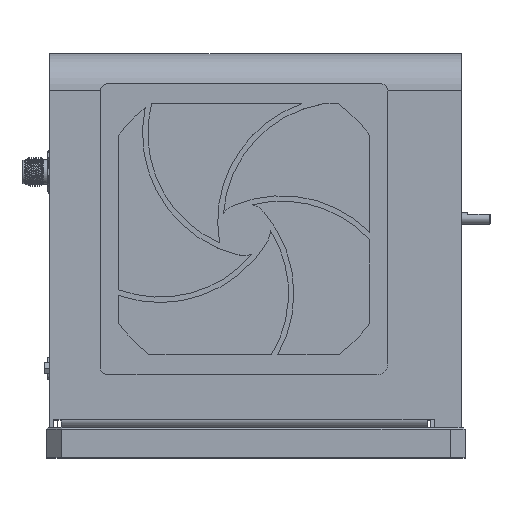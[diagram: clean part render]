
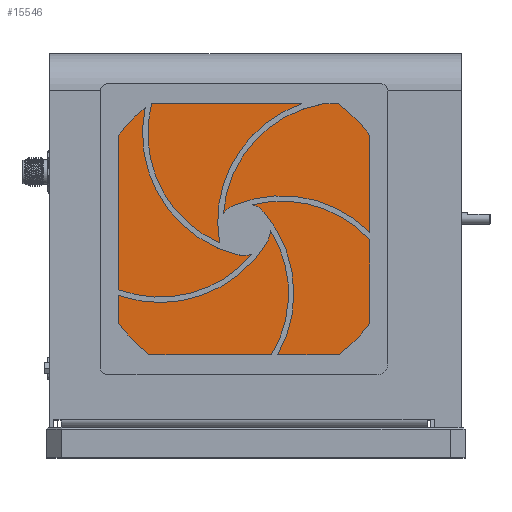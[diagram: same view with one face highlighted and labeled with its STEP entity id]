
A CAD part, top view. The second image highlights one B-rep face of the part: STEP entity #15546.
In plain terms, the highlighted planar face has unit normal (0, 0, 1).
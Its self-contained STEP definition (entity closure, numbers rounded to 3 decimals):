
#150 = CARTESIAN_POINT ( 'NONE',  ( 131.623, 39.637, 116.51 ) ) ;
#441 = EDGE_CURVE ( 'NONE', #9576, #6850, #22751, .T. ) ;
#889 = EDGE_CURVE ( 'NONE', #3864, #17099, #8034, .T. ) ;
#960 = CARTESIAN_POINT ( 'NONE',  ( 131.623, 153.937, 116.51 ) ) ;
#1142 = ORIENTED_EDGE ( 'NONE', *, *, #3800, .F. ) ;
#1531 = VERTEX_POINT ( 'NONE', #16840 ) ;
#1706 = LINE ( 'NONE', #5757, #24472 ) ;
#2543 = EDGE_LOOP ( 'NONE', ( #1142, #17728, #19524, #2990, #23194, #14188, #21400, #14572 ) ) ;
#2990 = ORIENTED_EDGE ( 'NONE', *, *, #15669, .F. ) ;
#3047 = EDGE_CURVE ( 'NONE', #3137, #3864, #22393, .T. ) ;
#3137 = VERTEX_POINT ( 'NONE', #24721 ) ;
#3162 = DIRECTION ( 'NONE',  ( 1., 0., 0. ) ) ;
#3800 = EDGE_CURVE ( 'NONE', #6239, #3137, #10182, .T. ) ;
#3809 = CARTESIAN_POINT ( 'NONE',  ( 26.848, 144.412, 116.51 ) ) ;
#3864 = VERTEX_POINT ( 'NONE', #150 ) ;
#4504 = CARTESIAN_POINT ( 'NONE',  ( 131.623, 39.637, 116.51 ) ) ;
#4735 = EDGE_CURVE ( 'NONE', #1531, #21380, #6199, .T. ) ;
#4921 = CARTESIAN_POINT ( 'NONE',  ( 141.148, 144.412, 116.51 ) ) ;
#5110 = FACE_OUTER_BOUND ( 'NONE', #2543, .T. ) ;
#5453 = DIRECTION ( 'NONE',  ( -1., 0., 0. ) ) ;
#5757 = CARTESIAN_POINT ( 'NONE',  ( 36.373, 153.937, 116.51 ) ) ;
#5889 = CARTESIAN_POINT ( 'NONE',  ( 36.373, 39.637, 116.51 ) ) ;
#6199 = LINE ( 'NONE', #14531, #6936 ) ;
#6239 = VERTEX_POINT ( 'NONE', #6893 ) ;
#6850 = VERTEX_POINT ( 'NONE', #8897 ) ;
#6893 = CARTESIAN_POINT ( 'NONE',  ( 141.148, 144.412, 116.51 ) ) ;
#6936 = VECTOR ( 'NONE', #22493, 1000. ) ;
#7225 = VECTOR ( 'NONE', #17784, 1000. ) ;
#7578 = LINE ( 'NONE', #5889, #10057 ) ;
#8034 = LINE ( 'NONE', #16008, #21863 ) ;
#8120 = CARTESIAN_POINT ( 'NONE',  ( 36.373, 153.937, 116.51 ) ) ;
#8355 = CARTESIAN_POINT ( 'NONE',  ( 141.148, 49.162, 116.51 ) ) ;
#8897 = CARTESIAN_POINT ( 'NONE',  ( 131.623, 153.937, 116.51 ) ) ;
#8922 = VECTOR ( 'NONE', #16142, 1000. ) ;
#9146 = CARTESIAN_POINT ( 'NONE',  ( 141.148, 153.937, 116.51 ) ) ;
#9576 = VERTEX_POINT ( 'NONE', #8120 ) ;
#10057 = VECTOR ( 'NONE', #21814, 1000. ) ;
#10182 = LINE ( 'NONE', #8355, #7225 ) ;
#10872 = DIRECTION ( 'NONE',  ( 1., 0., 0. ) ) ;
#13065 = PLANE ( 'NONE',  #15728 ) ;
#13709 = DIRECTION ( 'NONE',  ( 0.707, 0.707, 0. ) ) ;
#14188 = ORIENTED_EDGE ( 'NONE', *, *, #24993, .F. ) ;
#14531 = CARTESIAN_POINT ( 'NONE',  ( 26.848, 49.162, 116.51 ) ) ;
#14572 = ORIENTED_EDGE ( 'NONE', *, *, #3047, .F. ) ;
#14974 = DIRECTION ( 'NONE',  ( 0.707, -0.707, 0. ) ) ;
#15359 = VECTOR ( 'NONE', #14974, 1000. ) ;
#15546 = ADVANCED_FACE ( 'NONE', ( #5110 ), #13065, .T. ) ;
#15669 = EDGE_CURVE ( 'NONE', #21380, #9576, #1706, .T. ) ;
#15718 = VECTOR ( 'NONE', #10872, 1000. ) ;
#15728 = AXIS2_PLACEMENT_3D ( 'NONE', #9146, #21047, #3162 ) ;
#16008 = CARTESIAN_POINT ( 'NONE',  ( 131.623, 39.637, 116.51 ) ) ;
#16142 = DIRECTION ( 'NONE',  ( -0.707, -0.707, 0. ) ) ;
#16422 = EDGE_CURVE ( 'NONE', #6850, #6239, #20716, .T. ) ;
#16840 = CARTESIAN_POINT ( 'NONE',  ( 26.848, 49.162, 116.51 ) ) ;
#17099 = VERTEX_POINT ( 'NONE', #20098 ) ;
#17728 = ORIENTED_EDGE ( 'NONE', *, *, #16422, .F. ) ;
#17784 = DIRECTION ( 'NONE',  ( 0., -1., 0. ) ) ;
#19524 = ORIENTED_EDGE ( 'NONE', *, *, #441, .F. ) ;
#20098 = CARTESIAN_POINT ( 'NONE',  ( 36.373, 39.637, 116.51 ) ) ;
#20716 = LINE ( 'NONE', #4921, #15359 ) ;
#21047 = DIRECTION ( 'NONE',  ( 0., 0., 1. ) ) ;
#21380 = VERTEX_POINT ( 'NONE', #3809 ) ;
#21400 = ORIENTED_EDGE ( 'NONE', *, *, #889, .F. ) ;
#21814 = DIRECTION ( 'NONE',  ( -0.707, 0.707, 0. ) ) ;
#21863 = VECTOR ( 'NONE', #5453, 1000. ) ;
#22393 = LINE ( 'NONE', #4504, #8922 ) ;
#22493 = DIRECTION ( 'NONE',  ( 0., 1., 0. ) ) ;
#22751 = LINE ( 'NONE', #960, #15718 ) ;
#23194 = ORIENTED_EDGE ( 'NONE', *, *, #4735, .F. ) ;
#24472 = VECTOR ( 'NONE', #13709, 1000. ) ;
#24721 = CARTESIAN_POINT ( 'NONE',  ( 141.148, 49.162, 116.51 ) ) ;
#24993 = EDGE_CURVE ( 'NONE', #17099, #1531, #7578, .T. ) ;
